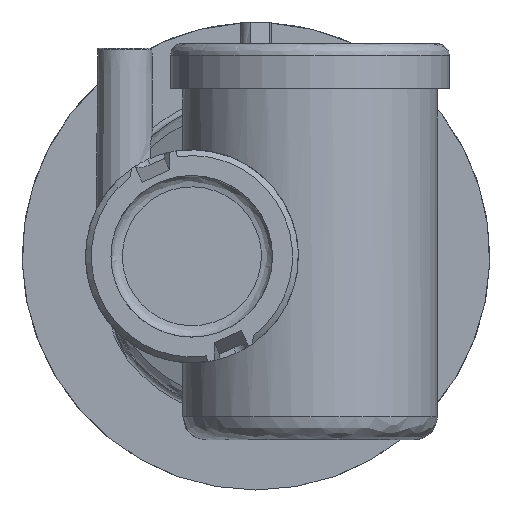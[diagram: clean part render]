
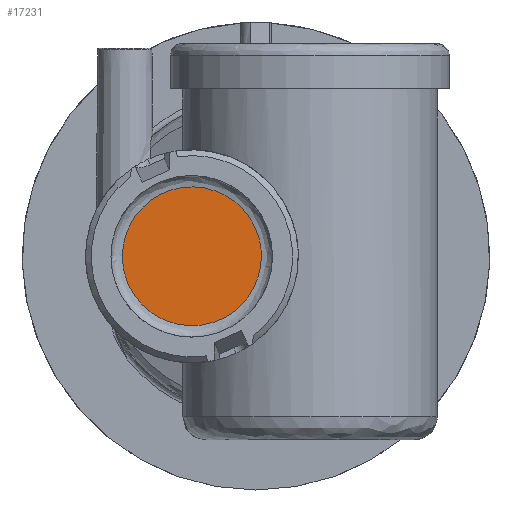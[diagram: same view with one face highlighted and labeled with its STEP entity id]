
A CAD part, front view. The second image highlights one B-rep face of the part: STEP entity #17231.
In plain terms, the highlighted planar face has unit normal (0, -1, 0).
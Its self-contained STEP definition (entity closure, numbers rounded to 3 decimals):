
#6767 = FACE_OUTER_BOUND ( 'NONE', #32195, .T. ) ;
#8444 = VERTEX_POINT ( 'NONE', #23876 ) ;
#9016 = CARTESIAN_POINT ( 'NONE',  ( -11.54, -9.944, 12. ) ) ;
#10272 = CARTESIAN_POINT ( 'NONE',  ( -0.54, -9.944, 0. ) ) ;
#12332 = CARTESIAN_POINT ( 'NONE',  ( -11.54, -9.944, 0. ) ) ;
#12438 = PLANE ( 'NONE',  #23965 ) ;
#15062 = CARTESIAN_POINT ( 'NONE',  ( 0.46, -9.944, 12. ) ) ;
#17231 = ADVANCED_FACE ( 'NONE', ( #6767 ), #12438, .F. ) ;
#19247 = VERTEX_POINT ( 'NONE', #29194 ) ;
#21918 = ORIENTED_EDGE ( 'NONE', *, *, #27201, .F. ) ;
#23876 = CARTESIAN_POINT ( 'NONE',  ( 0.46, -9.944, 0. ) ) ;
#23965 = AXIS2_PLACEMENT_3D ( 'NONE', #10272, #33456, #30907 ) ;
#25018 =( BOUNDED_CURVE ( )  B_SPLINE_CURVE ( 3, ( #12332, #9016, #15062, #29648 ),
 .UNSPECIFIED., .F., .T. ) 
 B_SPLINE_CURVE_WITH_KNOTS ( ( 4, 4 ),
 ( 0., 1. ),
 .UNSPECIFIED. ) 
 CURVE ( )  GEOMETRIC_REPRESENTATION_ITEM ( )  RATIONAL_B_SPLINE_CURVE ( ( 1., 0.333, 0.333, 1. ) ) 
 REPRESENTATION_ITEM ( '' )  );
#27201 = EDGE_CURVE ( 'NONE', #8444, #19247, #30174, .T. ) ;
#27446 = CARTESIAN_POINT ( 'NONE',  ( 0.46, -9.944, -12. ) ) ;
#27635 = CARTESIAN_POINT ( 'NONE',  ( -11.54, -9.944, -12. ) ) ;
#29194 = CARTESIAN_POINT ( 'NONE',  ( -11.54, -9.944, 0. ) ) ;
#29648 = CARTESIAN_POINT ( 'NONE',  ( 0.46, -9.944, 0. ) ) ;
#30174 =( BOUNDED_CURVE ( )  B_SPLINE_CURVE ( 3, ( #36404, #27446, #27635, #36589 ),
 .UNSPECIFIED., .F., .F. ) 
 B_SPLINE_CURVE_WITH_KNOTS ( ( 4, 4 ),
 ( 0., 1. ),
 .UNSPECIFIED. ) 
 CURVE ( )  GEOMETRIC_REPRESENTATION_ITEM ( )  RATIONAL_B_SPLINE_CURVE ( ( 1., 0.333, 0.333, 1. ) ) 
 REPRESENTATION_ITEM ( '' )  );
#30907 = DIRECTION ( 'NONE',  ( -1., 0., 0. ) ) ;
#31217 = ORIENTED_EDGE ( 'NONE', *, *, #38145, .F. ) ;
#32195 = EDGE_LOOP ( 'NONE', ( #31217, #21918 ) ) ;
#33456 = DIRECTION ( 'NONE',  ( 0., 1., 0. ) ) ;
#36404 = CARTESIAN_POINT ( 'NONE',  ( 0.46, -9.944, 0. ) ) ;
#36589 = CARTESIAN_POINT ( 'NONE',  ( -11.54, -9.944, 0. ) ) ;
#38145 = EDGE_CURVE ( 'NONE', #19247, #8444, #25018, .T. ) ;
